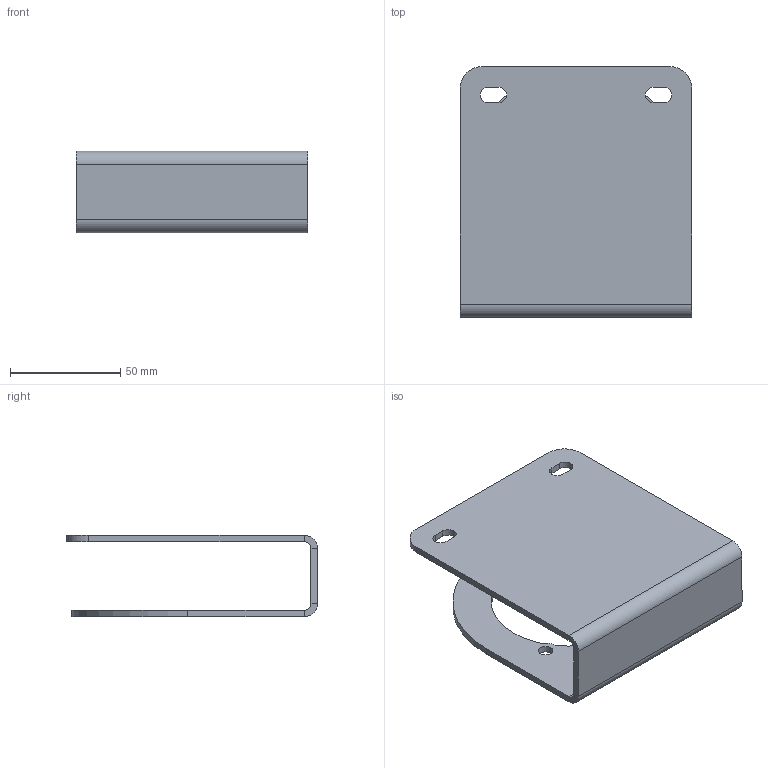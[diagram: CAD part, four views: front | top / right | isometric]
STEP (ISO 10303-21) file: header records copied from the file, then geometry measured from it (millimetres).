
FILE_DESCRIPTION (( 'STEP AP203' ), '1' );
FILE_NAME ('Proto-tôle.STEP', '2024-09-15T19:44:01', ( '' ), ( '' ), 'SwSTEP 2.0', 'SolidWorks 2021', '' );
FILE_SCHEMA (( 'CONFIG_CONTROL_DESIGN' ));
Length unit declared in the file: millimetre
Products named in the file (1): Proto-t犨e
Bounding box: 105 x 113.93 x 37 mm (x, y, z)
Volume: 63612.5 mm3; surface area: 45430.6 mm2
Topology: 1 solids, 1 shells, 48 faces, 122 edges, 76 vertices
Faces by surface type: cylinder 27, plane 21
Entity records: 1553 total; most frequent: DIRECTION 274, CARTESIAN_POINT 247, ORIENTED_EDGE 244, EDGE_CURVE 122, AXIS2_PLACEMENT_3D 103, VERTEX_POINT 76, VECTOR 68, LINE 68
